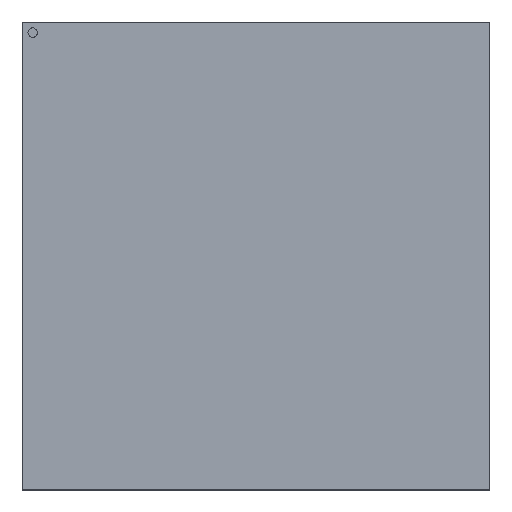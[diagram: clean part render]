
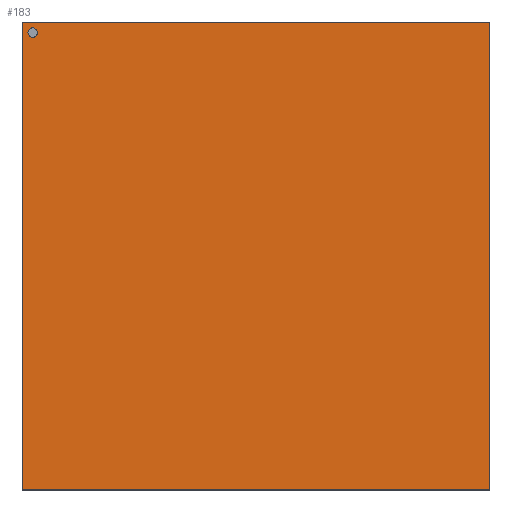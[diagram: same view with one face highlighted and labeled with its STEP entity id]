
A CAD part, top view. The second image highlights one B-rep face of the part: STEP entity #183.
In plain terms, the highlighted planar face has unit normal (0, 0, 1).
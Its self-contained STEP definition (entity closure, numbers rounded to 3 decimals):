
#119 = VERTEX_POINT('',#120);
#120 = CARTESIAN_POINT('',(-7.5,7.5,1.28));
#135 = VERTEX_POINT('',#136);
#136 = CARTESIAN_POINT('',(7.5,7.5,1.28));
#142 = EDGE_CURVE('',#119,#135,#143,.T.);
#143 = LINE('',#144,#145);
#144 = CARTESIAN_POINT('',(-7.5,7.5,1.28));
#145 = VECTOR('',#146,1.);
#146 = DIRECTION('',(1.,0.,0.));
#165 = EDGE_CURVE('',#119,#166,#168,.T.);
#166 = VERTEX_POINT('',#167);
#167 = CARTESIAN_POINT('',(-7.5,-7.5,1.28));
#168 = LINE('',#169,#170);
#169 = CARTESIAN_POINT('',(-7.5,7.5,1.28));
#170 = VECTOR('',#171,1.);
#171 = DIRECTION('',(0.,-1.,0.));
#183 = ADVANCED_FACE('',(#184),#202,.T.);
#184 = FACE_BOUND('',#185,.T.);
#185 = EDGE_LOOP('',(#186,#187,#188,#196));
#186 = ORIENTED_EDGE('',*,*,#142,.F.);
#187 = ORIENTED_EDGE('',*,*,#165,.T.);
#188 = ORIENTED_EDGE('',*,*,#189,.T.);
#189 = EDGE_CURVE('',#166,#190,#192,.T.);
#190 = VERTEX_POINT('',#191);
#191 = CARTESIAN_POINT('',(7.5,-7.5,1.28));
#192 = LINE('',#193,#194);
#193 = CARTESIAN_POINT('',(-7.5,-7.5,1.28));
#194 = VECTOR('',#195,1.);
#195 = DIRECTION('',(1.,0.,0.));
#196 = ORIENTED_EDGE('',*,*,#197,.F.);
#197 = EDGE_CURVE('',#135,#190,#198,.T.);
#198 = LINE('',#199,#200);
#199 = CARTESIAN_POINT('',(7.5,7.5,1.28));
#200 = VECTOR('',#201,1.);
#201 = DIRECTION('',(0.,-1.,0.));
#202 = PLANE('',#203);
#203 = AXIS2_PLACEMENT_3D('',#204,#205,#206);
#204 = CARTESIAN_POINT('',(-7.5,7.5,1.28));
#205 = DIRECTION('',(0.,0.,1.));
#206 = DIRECTION('',(0.,-1.,0.));
